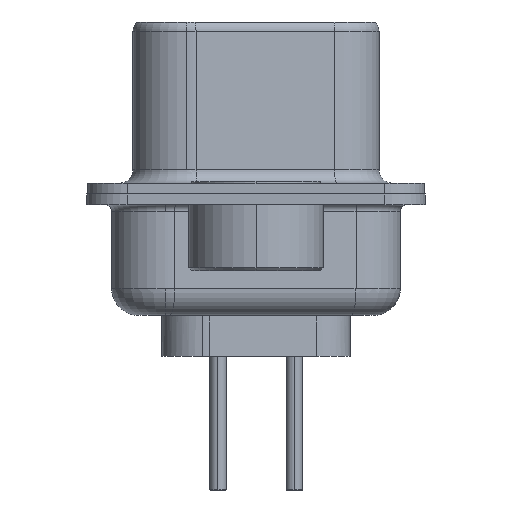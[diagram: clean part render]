
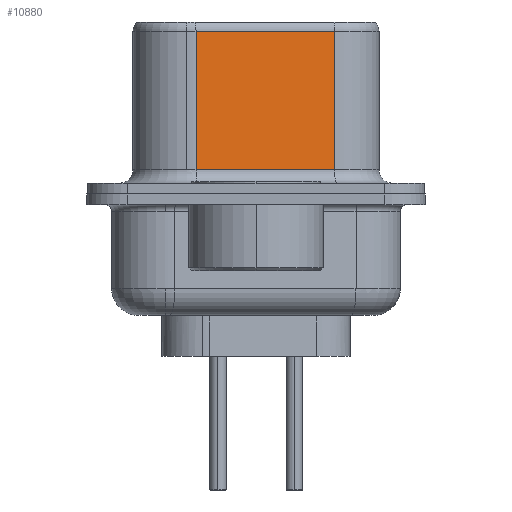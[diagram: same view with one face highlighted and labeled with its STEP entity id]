
A CAD part, left-side view. The second image highlights one B-rep face of the part: STEP entity #10880.
In plain terms, the highlighted planar face has unit normal (-0.985, -0.174, 0).
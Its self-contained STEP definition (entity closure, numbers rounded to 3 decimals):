
#318 = VERTEX_POINT ( 'NONE', #4795 ) ;
#390 = DIRECTION ( 'NONE',  ( -0.174, 0.985, 0. ) ) ;
#625 = EDGE_CURVE ( 'NONE', #964, #318, #11293, .T. ) ;
#964 = VERTEX_POINT ( 'NONE', #17680 ) ;
#1123 = CARTESIAN_POINT ( 'NONE',  ( 4.575, -2.927, 0.9 ) ) ;
#1671 = ORIENTED_EDGE ( 'NONE', *, *, #625, .T. ) ;
#1869 = DIRECTION ( 'NONE',  ( 0., 0., -1. ) ) ;
#2953 = FACE_OUTER_BOUND ( 'NONE', #14049, .T. ) ;
#3912 = VECTOR ( 'NONE', #1869, 1000. ) ;
#4526 = CARTESIAN_POINT ( 'NONE',  ( 3.665, 2.233, 6.55 ) ) ;
#4747 = DIRECTION ( 'NONE',  ( 0.985, 0.174, 0. ) ) ;
#4795 = CARTESIAN_POINT ( 'NONE',  ( 3.665, 2.233, 6.05 ) ) ;
#5096 = CARTESIAN_POINT ( 'NONE',  ( 3.665, 2.233, 0.9 ) ) ;
#5316 = LINE ( 'NONE', #8061, #17296 ) ;
#5749 = LINE ( 'NONE', #16958, #14136 ) ;
#5969 = PLANE ( 'NONE',  #14627 ) ;
#7779 = VERTEX_POINT ( 'NONE', #5096 ) ;
#7920 = EDGE_CURVE ( 'NONE', #7779, #17707, #5749, .T. ) ;
#8061 = CARTESIAN_POINT ( 'NONE',  ( 4.575, -2.927, 6.55 ) ) ;
#8159 = EDGE_CURVE ( 'NONE', #318, #7779, #14784, .T. ) ;
#9197 = ORIENTED_EDGE ( 'NONE', *, *, #8159, .T. ) ;
#9467 = DIRECTION ( 'NONE',  ( 0., 0., -1. ) ) ;
#10403 = CARTESIAN_POINT ( 'NONE',  ( 4.575, -2.927, 6.55 ) ) ;
#10880 = ADVANCED_FACE ( 'NONE', ( #2953 ), #5969, .F. ) ;
#11293 = LINE ( 'NONE', #12507, #12249 ) ;
#11413 = DIRECTION ( 'NONE',  ( 0.174, -0.985, 0. ) ) ;
#12249 = VECTOR ( 'NONE', #15707, 1000. ) ;
#12507 = CARTESIAN_POINT ( 'NONE',  ( 4.575, -2.927, 6.05 ) ) ;
#12892 = EDGE_CURVE ( 'NONE', #964, #17707, #5316, .T. ) ;
#14049 = EDGE_LOOP ( 'NONE', ( #14285, #1671, #9197, #14240 ) ) ;
#14136 = VECTOR ( 'NONE', #11413, 1000. ) ;
#14240 = ORIENTED_EDGE ( 'NONE', *, *, #7920, .T. ) ;
#14285 = ORIENTED_EDGE ( 'NONE', *, *, #12892, .F. ) ;
#14627 = AXIS2_PLACEMENT_3D ( 'NONE', #10403, #4747, #390 ) ;
#14784 = LINE ( 'NONE', #4526, #3912 ) ;
#15707 = DIRECTION ( 'NONE',  ( -0.174, 0.985, 0. ) ) ;
#16958 = CARTESIAN_POINT ( 'NONE',  ( 4.575, -2.927, 0.9 ) ) ;
#17296 = VECTOR ( 'NONE', #9467, 1000. ) ;
#17680 = CARTESIAN_POINT ( 'NONE',  ( 4.575, -2.927, 6.05 ) ) ;
#17707 = VERTEX_POINT ( 'NONE', #1123 ) ;
